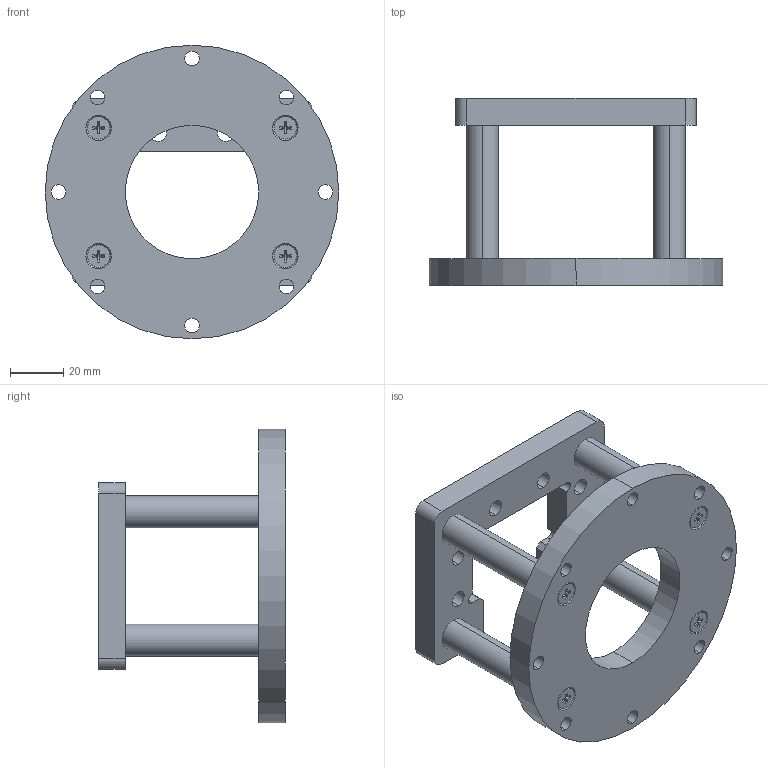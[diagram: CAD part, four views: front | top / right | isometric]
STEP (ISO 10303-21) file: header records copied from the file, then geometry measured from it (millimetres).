
FILE_DESCRIPTION (( 'STEP AP214' ), '1' );
FILE_NAME ('FMWAN159-MNT_3D.step', '2023-06-02T12:07:15', ( '' ), ( '' ), 'SwSTEP 2.0', 'SolidWorks 2022', '' );
FILE_SCHEMA (( 'AUTOMOTIVE_DESIGN' ));
Length unit declared in the file: millimetre
Products named in the file (5): FMWAN159-MNT_3D; flat head screw_am_B18.6.7M - M4 x 0.7 x 10 Type I Cross Recessed FHMS --10N; Copy of FMWAN159-MNT_UPR PLT^FMWAN159-MNT; Copy of FMWAN159-MNT_STDF RND M4 FEM, 8OD X 64LG^FMWAN159-MNT; Copy of FMWAN159-MNT_LWR PLT^FMWAN159-MNT
Assembly tree (14 placements, depth 2):
  FMWAN159-MNT_3D
    Copy of FMWAN159-MNT_UPR PLT^FMWAN159-MNT
    Copy of FMWAN159-MNT_LWR PLT^FMWAN159-MNT
    Copy of FMWAN159-MNT_STDF RND M4 FEM, 8OD X 64LG^FMWAN159-MNT  x4
    flat head screw_am_B18.6.7M - M4 x 0.7 x 10 Type I Cross Recessed FHMS --10N  x8
Bounding box: 110 x 70 x 110 mm (x, y, z)
Volume: 131283.9 mm3; surface area: 48032.1 mm2
Topology: 14 solids, 14 shells, 282 faces, 626 edges, 380 vertices
Faces by surface type: plane 146, cylinder 104, cone 32
Entity records: 3924 total; most frequent: DIRECTION 708, CARTESIAN_POINT 618, ORIENTED_EDGE 592, EDGE_CURVE 296, AXIS2_PLACEMENT_3D 278, VERTEX_POINT 188, EDGE_LOOP 166, VECTOR 152
